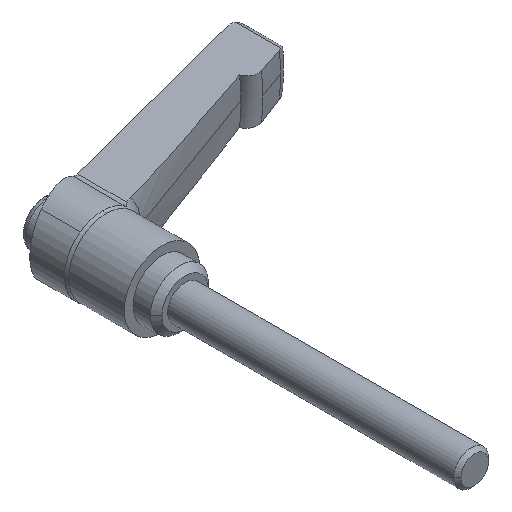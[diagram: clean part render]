
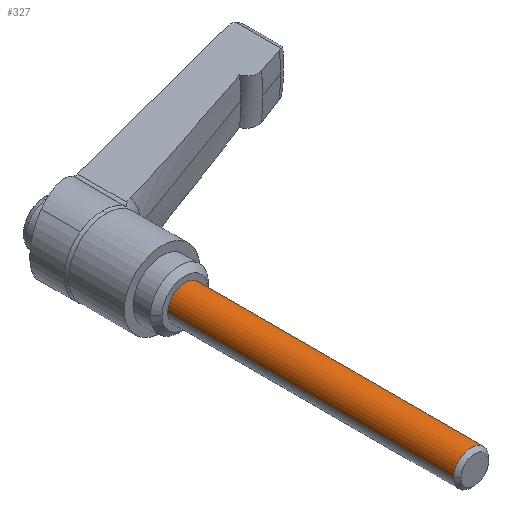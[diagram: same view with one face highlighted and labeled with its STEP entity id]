
A CAD part, isometric view. The second image highlights one B-rep face of the part: STEP entity #327.
In plain terms, the highlighted cylindrical face has radius 3 mm (diameter 6 mm), a partial arc.
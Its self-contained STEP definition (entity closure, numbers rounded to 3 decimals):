
#275 = EDGE_CURVE( '', #457, #721, #761, .T. );
#327 = ADVANCED_FACE( '', ( #821 ), #822, .T. );
#377 = EDGE_CURVE( '', #721, #541, #875, .T. );
#387 = EDGE_CURVE( '', #541, #629, #886, .T. );
#457 = VERTEX_POINT( '', #964 );
#541 = VERTEX_POINT( '', #1054 );
#563 = EDGE_CURVE( '', #457, #629, #1076, .T. );
#629 = VERTEX_POINT( '', #1151 );
#721 = VERTEX_POINT( '', #1256 );
#761 = LINE( '', #1300, #1301 );
#821 = FACE_OUTER_BOUND( '', #1419, .T. );
#822 = CYLINDRICAL_SURFACE( '', #1420, 3. );
#875 = CIRCLE( '', #1531, 3. );
#886 = LINE( '', #1546, #1547 );
#964 = CARTESIAN_POINT( '', ( -3., 0., 0. ) );
#1054 = CARTESIAN_POINT( '', ( 3., -49.387, 0. ) );
#1076 = CIRCLE( '', #1858, 3. );
#1151 = CARTESIAN_POINT( '', ( 3., 0., 0. ) );
#1256 = CARTESIAN_POINT( '', ( -3., -49.387, 0. ) );
#1300 = CARTESIAN_POINT( '', ( -3., -24.693, 0. ) );
#1301 = VECTOR( '', #2171, 1. );
#1419 = EDGE_LOOP( '', ( #2259, #2260, #2261, #2262 ) );
#1420 = AXIS2_PLACEMENT_3D( '', #2263, #2264, #2265 );
#1531 = AXIS2_PLACEMENT_3D( '', #2316, #2317, #2318 );
#1546 = CARTESIAN_POINT( '', ( 3., -24.693, 0. ) );
#1547 = VECTOR( '', #2331, 1. );
#1858 = AXIS2_PLACEMENT_3D( '', #2536, #2537, #2538 );
#2171 = DIRECTION( '', ( 0., -1., 0. ) );
#2259 = ORIENTED_EDGE( '', *, *, #387, .T. );
#2260 = ORIENTED_EDGE( '', *, *, #563, .F. );
#2261 = ORIENTED_EDGE( '', *, *, #275, .T. );
#2262 = ORIENTED_EDGE( '', *, *, #377, .T. );
#2263 = CARTESIAN_POINT( '', ( 0., -24.693, 0. ) );
#2264 = DIRECTION( '', ( 0., -1., 0. ) );
#2265 = DIRECTION( '', ( 1., 0., 0. ) );
#2316 = CARTESIAN_POINT( '', ( 0., -49.387, 0. ) );
#2317 = DIRECTION( '', ( 0., 1., 0. ) );
#2318 = DIRECTION( '', ( 1., 0., 0. ) );
#2331 = DIRECTION( '', ( 0., 1., 0. ) );
#2536 = CARTESIAN_POINT( '', ( 0., 0., 0. ) );
#2537 = DIRECTION( '', ( 0., 1., 0. ) );
#2538 = DIRECTION( '', ( 1., 0., 0. ) );
